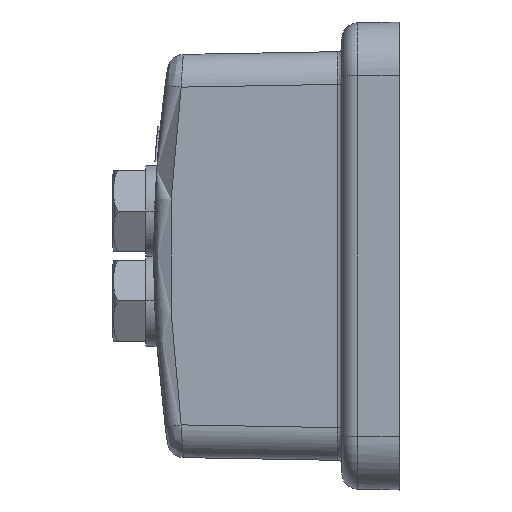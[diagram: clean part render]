
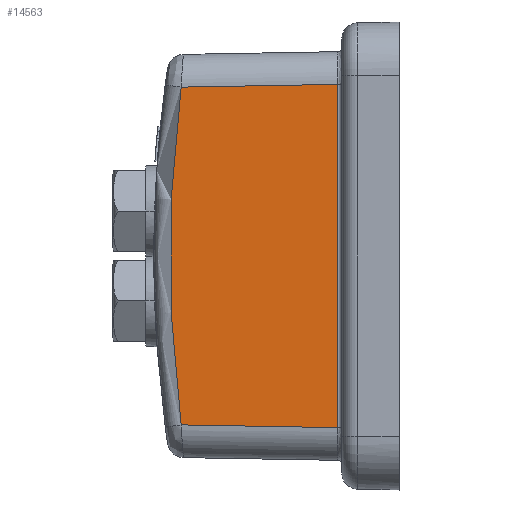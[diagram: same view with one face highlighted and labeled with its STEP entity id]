
A CAD part, left-side view. The second image highlights one B-rep face of the part: STEP entity #14563.
In plain terms, the highlighted planar face has unit normal (-1, 0.018, 0).
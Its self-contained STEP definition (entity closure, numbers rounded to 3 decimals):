
#554=DIRECTION('',(0.,0.,-1.));
#555=VECTOR('',#554,41.984);
#556=CARTESIAN_POINT('',(-73.491,7.491,20.992));
#557=LINE('',#556,#555);
#558=DIRECTION('',(0.017,1.,0.017));
#559=VECTOR('',#558,19.169);
#560=CARTESIAN_POINT('',(-73.491,7.491,-20.992));
#561=LINE('',#560,#559);
#562=CARTESIAN_POINT('',(-75.842,-127.168,
0.));
#563=DIRECTION('',(1.,-0.017,0.));
#564=DIRECTION('',(0.017,0.991,-0.133));
#565=AXIS2_PLACEMENT_3D('',#562,#563,#564);
#567=DIRECTION('',(-0.017,-1.,0.017));
#568=VECTOR('',#567,19.169);
#569=CARTESIAN_POINT('',(-73.157,26.654,20.658));
#570=LINE('',#569,#568);
#11812=CARTESIAN_POINT('',(-73.491,7.491,
20.992));
#11813=VERTEX_POINT('',#11812);
#11816=CARTESIAN_POINT('',(-73.491,7.491,
-20.992));
#11817=VERTEX_POINT('',#11816);
#11833=CARTESIAN_POINT('',(-73.157,26.654,
-20.658));
#11834=VERTEX_POINT('',#11833);
#11835=CARTESIAN_POINT('',(-73.157,26.654,
20.658));
#11836=VERTEX_POINT('',#11835);
#14550=CARTESIAN_POINT('',(-73.312,17.786,
0.));
#14551=DIRECTION('',(1.,-0.017,0.));
#14552=DIRECTION('',(0.,0.,-1.));
#14553=AXIS2_PLACEMENT_3D('',#14550,#14551,#14552);
#14554=PLANE('',#14553);
#14555=ORIENTED_EDGE('',*,*,#14388,.T.);
#14557=ORIENTED_EDGE('',*,*,#14556,.T.);
#14559=ORIENTED_EDGE('',*,*,#14558,.T.);
#14560=ORIENTED_EDGE('',*,*,#14542,.T.);
#14561=EDGE_LOOP('',(#14555,#14557,#14559,#14560));
#14562=FACE_OUTER_BOUND('',#14561,.F.);
#14563=ADVANCED_FACE('',(#14562),#14554,.F.);
#566=CIRCLE('',#565,155.227);
#14388=EDGE_CURVE('',#11813,#11817,#557,.T.);
#14542=EDGE_CURVE('',#11836,#11813,#570,.T.);
#14556=EDGE_CURVE('',#11817,#11834,#561,.T.);
#14558=EDGE_CURVE('',#11834,#11836,#566,.T.);
